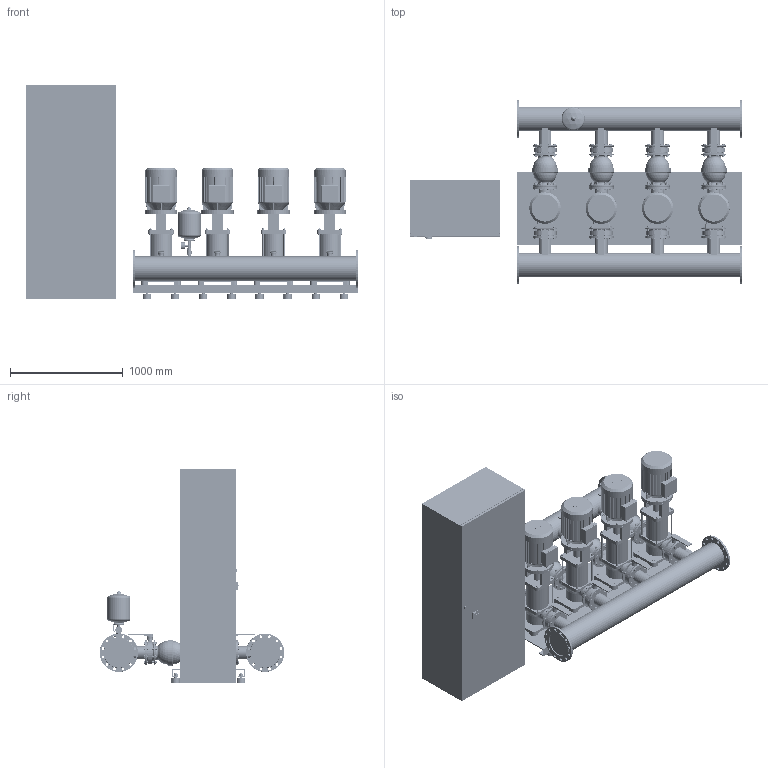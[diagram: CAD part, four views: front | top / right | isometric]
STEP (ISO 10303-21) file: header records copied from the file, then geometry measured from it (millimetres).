
FILE_DESCRIPTION((''),'2;1');
FILE_NAME('3d_COR-4MVI7002_2-2523271.stp','2011-08-26T14:50:30',(''),(''),'Mechanical Desktop 2009','Mechanical Desktop 2009',', , ');
FILE_SCHEMA(('CONFIG_CONTROL_DESIGN'));
Length unit declared in the file: millimetre
Products named in the file (1): Product
Bounding box: 2950 x 1639.55 x 1900 mm (x, y, z)
Volume: 1221889211 mm3; surface area: 27681353.1 mm2
Topology: 242 solids, 242 shells, 6992 faces, 16745 edges, 10860 vertices
Faces by surface type: plane 3510, cylinder 1928, bspline 952, cone 424, torus 128, sphere 50
Full cylindrical faces by diameter (mm): 114.3 x8, 205 x8
Entity records: 218495 total; most frequent: CARTESIAN_POINT 53184, DIRECTION 34613, ORIENTED_EDGE 33394, EDGE_CURVE 16697, AXIS2_PLACEMENT_3D 12079, VERTEX_POINT 10848, VECTOR 10455, LINE 10455
